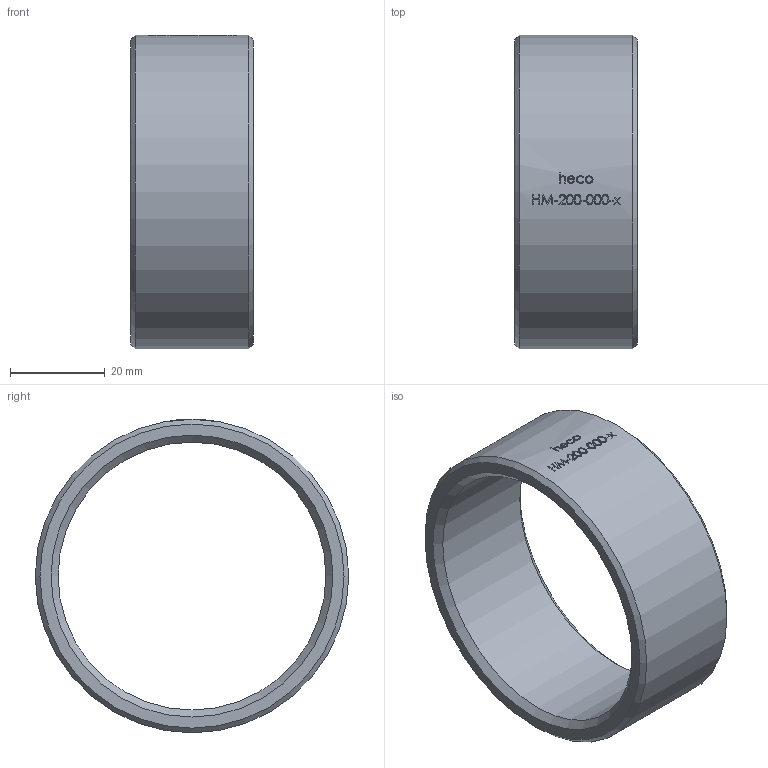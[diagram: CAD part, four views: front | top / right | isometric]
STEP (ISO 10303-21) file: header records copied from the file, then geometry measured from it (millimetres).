
FILE_DESCRIPTION (( 'STEP AP214' ), '1' );
FILE_NAME ('HM-200-000-x halbe Muffe 2305.STEP', '2023-05-05T09:24:13', ( '' ), ( '' ), 'SwSTEP 2.0', 'SolidWorks 2019', '' );
FILE_SCHEMA (( 'AUTOMOTIVE_DESIGN' ));
Length unit declared in the file: millimetre
Products named in the file (1): HM-200-000-x halbe Muffe 2305
Bounding box: 26 x 66.3 x 66.33 mm (x, y, z)
Volume: 23612.4 mm3; surface area: 11361.5 mm2
Topology: 1 solids, 1 shells, 185 faces, 476 edges, 316 vertices
Faces by surface type: bspline 86, plane 70, cylinder 25, cone 4
Full cylindrical faces by diameter (mm): 56.656 x1, 66.3 x1
Entity records: 10480 total; most frequent: CARTESIAN_POINT 4718, ORIENTED_EDGE 940, DIRECTION 500, EDGE_CURVE 470, VERTEX_POINT 316, EDGE_LOOP 216, B_SPLINE_CURVE_WITH_KNOTS 214, LINE 212
